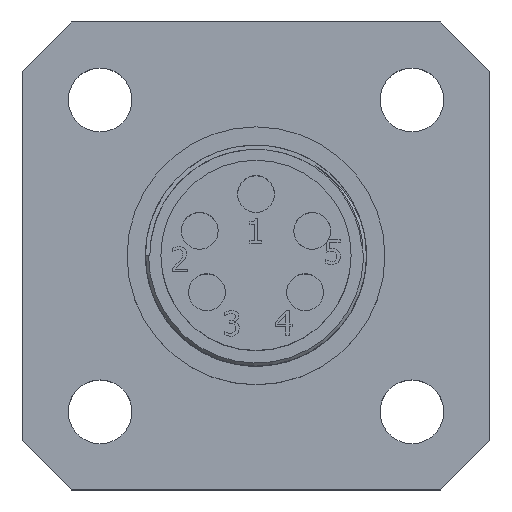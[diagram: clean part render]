
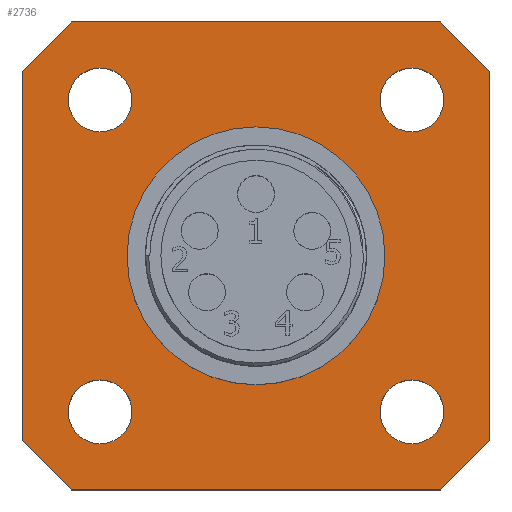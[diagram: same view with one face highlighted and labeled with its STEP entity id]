
A CAD part, top view. The second image highlights one B-rep face of the part: STEP entity #2736.
In plain terms, the highlighted planar face has unit normal (0, 0, 1).
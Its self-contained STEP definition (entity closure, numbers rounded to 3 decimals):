
#102=FACE_BOUND($,#524,.T.);
#103=FACE_BOUND($,#525,.T.);
#104=FACE_BOUND($,#526,.T.);
#105=FACE_BOUND($,#527,.T.);
#106=FACE_BOUND($,#528,.T.);
#309=FACE_OUTER_BOUND($,#523,.T.);
#523=EDGE_LOOP($,(#2454,#2455,#2456,#2457,#2458,#2459,#2460,#2461));
#524=EDGE_LOOP($,(#2462));
#525=EDGE_LOOP($,(#2463));
#526=EDGE_LOOP($,(#2464));
#527=EDGE_LOOP($,(#2465));
#528=EDGE_LOOP($,(#2466));
#670=CIRCLE($,#2876,2.6);
#671=CIRCLE($,#2878,2.6);
#672=CIRCLE($,#2880,2.6);
#673=CIRCLE($,#2882,2.6);
#679=CIRCLE($,#2900,10.5);
#871=LINE($,#5363,#1086);
#877=LINE($,#5374,#1092);
#885=LINE($,#5400,#1100);
#887=LINE($,#5404,#1102);
#889=LINE($,#5409,#1104);
#891=LINE($,#5413,#1106);
#893=LINE($,#5416,#1108);
#894=LINE($,#5531,#1109);
#1086=VECTOR($,#3241,5.657);
#1092=VECTOR($,#3249,30.1);
#1100=VECTOR($,#3271,5.657);
#1102=VECTOR($,#3275,30.1);
#1104=VECTOR($,#3279,5.657);
#1106=VECTOR($,#3283,30.1);
#1108=VECTOR($,#3287,5.657);
#1109=VECTOR($,#3446,30.1);
#1313=VERTEX_POINT($,#5361);
#1314=VERTEX_POINT($,#5362);
#1318=VERTEX_POINT($,#5372);
#1329=VERTEX_POINT($,#5398);
#1330=VERTEX_POINT($,#5402);
#1331=VERTEX_POINT($,#5406);
#1332=VERTEX_POINT($,#5408);
#1333=VERTEX_POINT($,#5412);
#1359=VERTEX_POINT($,#5494);
#1360=VERTEX_POINT($,#5497);
#1361=VERTEX_POINT($,#5500);
#1362=VERTEX_POINT($,#5503);
#1368=VERTEX_POINT($,#5527);
#1671=EDGE_CURVE($,#1313,#1314,#871,.T.);
#1677=EDGE_CURVE($,#1318,#1313,#877,.T.);
#1690=EDGE_CURVE($,#1329,#1318,#885,.T.);
#1692=EDGE_CURVE($,#1330,#1329,#887,.T.);
#1694=EDGE_CURVE($,#1331,#1332,#889,.T.);
#1696=EDGE_CURVE($,#1332,#1333,#891,.T.);
#1698=EDGE_CURVE($,#1333,#1330,#893,.T.);
#1724=EDGE_CURVE($,#1359,#1359,#670,.T.);
#1725=EDGE_CURVE($,#1360,#1360,#671,.T.);
#1726=EDGE_CURVE($,#1361,#1361,#672,.T.);
#1727=EDGE_CURVE($,#1362,#1362,#673,.T.);
#1733=EDGE_CURVE($,#1368,#1368,#679,.T.);
#1734=EDGE_CURVE($,#1314,#1331,#894,.T.);
#2454=ORIENTED_EDGE($,*,*,#1671,.F.);
#2455=ORIENTED_EDGE($,*,*,#1677,.F.);
#2456=ORIENTED_EDGE($,*,*,#1690,.F.);
#2457=ORIENTED_EDGE($,*,*,#1692,.F.);
#2458=ORIENTED_EDGE($,*,*,#1698,.F.);
#2459=ORIENTED_EDGE($,*,*,#1696,.F.);
#2460=ORIENTED_EDGE($,*,*,#1694,.F.);
#2461=ORIENTED_EDGE($,*,*,#1734,.F.);
#2462=ORIENTED_EDGE($,*,*,#1724,.T.);
#2463=ORIENTED_EDGE($,*,*,#1725,.T.);
#2464=ORIENTED_EDGE($,*,*,#1726,.T.);
#2465=ORIENTED_EDGE($,*,*,#1727,.T.);
#2466=ORIENTED_EDGE($,*,*,#1733,.T.);
#2547=PLANE($,#2903);
#2736=ADVANCED_FACE($,(#309,#102,#103,#104,#105,#106),#2547,.T.);
#2876=AXIS2_PLACEMENT_3D($,#5495,#3392,#3393);
#2878=AXIS2_PLACEMENT_3D($,#5498,#3396,#3397);
#2880=AXIS2_PLACEMENT_3D($,#5501,#3400,#3401);
#2882=AXIS2_PLACEMENT_3D($,#5504,#3404,#3405);
#2900=AXIS2_PLACEMENT_3D($,#5528,#3440,#3441);
#2903=AXIS2_PLACEMENT_3D($,#5532,#3447,#3448);
#3241=DIRECTION($,(0.707,0.707,0.));
#3249=DIRECTION($,(0.,1.,0.));
#3271=DIRECTION($,(-0.707,0.707,0.));
#3275=DIRECTION($,(-1.,0.,0.));
#3279=DIRECTION($,(0.707,-0.707,0.));
#3283=DIRECTION($,(0.,-1.,0.));
#3287=DIRECTION($,(-0.707,-0.707,0.));
#3392=DIRECTION('center_axis',(0.,0.,-1.));
#3393=DIRECTION('ref_axis',(0.,-1.,0.));
#3396=DIRECTION('center_axis',(0.,0.,-1.));
#3397=DIRECTION('ref_axis',(-1.,0.,0.));
#3400=DIRECTION('center_axis',(0.,0.,-1.));
#3401=DIRECTION('ref_axis',(0.,1.,0.));
#3404=DIRECTION('center_axis',(0.,0.,-1.));
#3405=DIRECTION('ref_axis',(1.,0.,0.));
#3440=DIRECTION('center_axis',(0.,0.,-1.));
#3441=DIRECTION('ref_axis',(-1.,0.,0.));
#3446=DIRECTION($,(1.,0.,0.));
#3447=DIRECTION('center_axis',(0.,0.,1.));
#3448=DIRECTION('ref_axis',(1.,0.,0.));
#5361=CARTESIAN_POINT('',(-19.05,15.05,3.95));
#5362=CARTESIAN_POINT('',(-15.05,19.05,3.95));
#5363=CARTESIAN_POINT($,(-17.05,17.05,3.95));
#5372=CARTESIAN_POINT('',(-19.05,-15.05,3.95));
#5374=CARTESIAN_POINT($,(-19.05,-19.05,3.95));
#5398=CARTESIAN_POINT('',(-15.05,-19.05,3.95));
#5400=CARTESIAN_POINT($,(-17.05,-17.05,3.95));
#5402=CARTESIAN_POINT('',(15.05,-19.05,3.95));
#5404=CARTESIAN_POINT($,(19.05,-19.05,3.95));
#5406=CARTESIAN_POINT('',(15.05,19.05,3.95));
#5408=CARTESIAN_POINT('',(19.05,15.05,3.95));
#5409=CARTESIAN_POINT($,(17.05,17.05,3.95));
#5412=CARTESIAN_POINT('',(19.05,-15.05,3.95));
#5413=CARTESIAN_POINT($,(19.05,19.05,3.95));
#5416=CARTESIAN_POINT($,(17.05,-17.05,3.95));
#5494=CARTESIAN_POINT('',(12.7,10.1,3.95));
#5495=CARTESIAN_POINT('Origin',(12.7,12.7,3.95));
#5497=CARTESIAN_POINT('',(10.1,-12.7,3.95));
#5498=CARTESIAN_POINT('Origin',(12.7,-12.7,3.95));
#5500=CARTESIAN_POINT('',(-12.7,-10.1,3.95));
#5501=CARTESIAN_POINT('Origin',(-12.7,-12.7,3.95));
#5503=CARTESIAN_POINT('',(-10.1,12.7,3.95));
#5504=CARTESIAN_POINT('Origin',(-12.7,12.7,3.95));
#5527=CARTESIAN_POINT('',(10.5,0.,3.95));
#5528=CARTESIAN_POINT('Origin',(0.,0.,3.95));
#5531=CARTESIAN_POINT($,(-19.05,19.05,3.95));
#5532=CARTESIAN_POINT('Origin',(0.,0.,
3.95));
